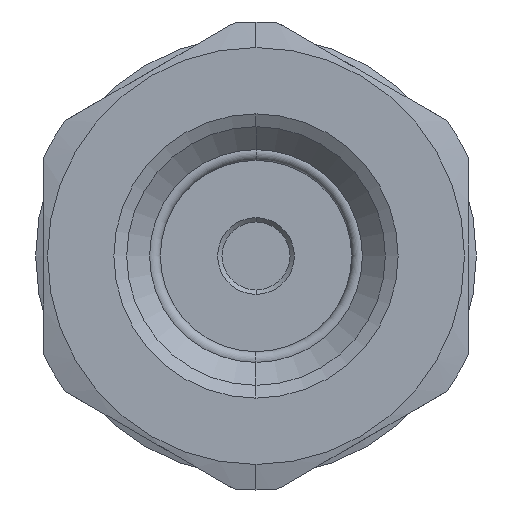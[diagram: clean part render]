
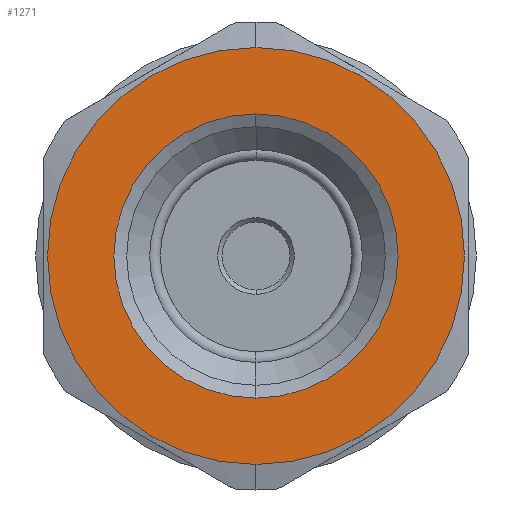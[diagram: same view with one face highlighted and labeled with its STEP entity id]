
A CAD part, left-side view. The second image highlights one B-rep face of the part: STEP entity #1271.
In plain terms, the highlighted planar face has unit normal (-1, 0, 0).
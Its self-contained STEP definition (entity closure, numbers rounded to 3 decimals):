
#3 = VERTEX_POINT ( 'NONE', #993 ) ;
#37 = DIRECTION ( 'NONE',  ( -1., 0., 0. ) ) ;
#72 = AXIS2_PLACEMENT_3D ( 'NONE', #464, #1819, #910 ) ;
#160 = CIRCLE ( 'NONE', #1485, 24.5 ) ;
#165 = DIRECTION ( 'NONE',  ( -1., 0., 0. ) ) ;
#180 = VERTEX_POINT ( 'NONE', #1478 ) ;
#181 = FACE_BOUND ( 'NONE', #205, .T. ) ;
#205 = EDGE_LOOP ( 'NONE', ( #1437, #634 ) ) ;
#249 = EDGE_LOOP ( 'NONE', ( #544, #1347 ) ) ;
#286 = CIRCLE ( 'NONE', #1278, 24.5 ) ;
#330 = DIRECTION ( 'NONE',  ( -1., 0., 0. ) ) ;
#464 = CARTESIAN_POINT ( 'NONE',  ( 7.645, 0., 0. ) ) ;
#544 = ORIENTED_EDGE ( 'NONE', *, *, #970, .T. ) ;
#634 = ORIENTED_EDGE ( 'NONE', *, *, #651, .F. ) ;
#645 = VERTEX_POINT ( 'NONE', #1724 ) ;
#651 = EDGE_CURVE ( 'NONE', #1795, #3, #1600, .T. ) ;
#727 = CARTESIAN_POINT ( 'NONE',  ( 7.645, 0., -16.7 ) ) ;
#749 = DIRECTION ( 'NONE',  ( 0., 0., 1. ) ) ;
#832 = FACE_OUTER_BOUND ( 'NONE', #249, .T. ) ;
#910 = DIRECTION ( 'NONE',  ( 0., 0., 1. ) ) ;
#970 = EDGE_CURVE ( 'NONE', #180, #645, #286, .T. ) ;
#975 = EDGE_CURVE ( 'NONE', #645, #180, #160, .T. ) ;
#993 = CARTESIAN_POINT ( 'NONE',  ( 7.645, 0., 16.7 ) ) ;
#1064 = CARTESIAN_POINT ( 'NONE',  ( 7.645, 0., 0. ) ) ;
#1087 = DIRECTION ( 'NONE',  ( 0., 0., 1. ) ) ;
#1184 = PLANE ( 'NONE',  #1261 ) ;
#1261 = AXIS2_PLACEMENT_3D ( 'NONE', #1669, #1338, #1515 ) ;
#1271 = ADVANCED_FACE ( 'NONE', ( #181, #832 ), #1184, .F. ) ;
#1278 = AXIS2_PLACEMENT_3D ( 'NONE', #1064, #165, #1659 ) ;
#1282 = AXIS2_PLACEMENT_3D ( 'NONE', #1850, #37, #1087 ) ;
#1338 = DIRECTION ( 'NONE',  ( 1., 0., 0. ) ) ;
#1347 = ORIENTED_EDGE ( 'NONE', *, *, #975, .T. ) ;
#1437 = ORIENTED_EDGE ( 'NONE', *, *, #1443, .F. ) ;
#1443 = EDGE_CURVE ( 'NONE', #3, #1795, #1638, .T. ) ;
#1478 = CARTESIAN_POINT ( 'NONE',  ( 7.645, 0., -24.5 ) ) ;
#1485 = AXIS2_PLACEMENT_3D ( 'NONE', #1828, #330, #749 ) ;
#1515 = DIRECTION ( 'NONE',  ( 0., 0., -1. ) ) ;
#1600 = CIRCLE ( 'NONE', #72, 16.7 ) ;
#1638 = CIRCLE ( 'NONE', #1282, 16.7 ) ;
#1659 = DIRECTION ( 'NONE',  ( 0., 0., 1. ) ) ;
#1669 = CARTESIAN_POINT ( 'NONE',  ( 7.645, 24.5, 0. ) ) ;
#1724 = CARTESIAN_POINT ( 'NONE',  ( 7.645, 0., 24.5 ) ) ;
#1795 = VERTEX_POINT ( 'NONE', #727 ) ;
#1819 = DIRECTION ( 'NONE',  ( -1., 0., 0. ) ) ;
#1828 = CARTESIAN_POINT ( 'NONE',  ( 7.645, 0., 0. ) ) ;
#1850 = CARTESIAN_POINT ( 'NONE',  ( 7.645, 0., 0. ) ) ;
